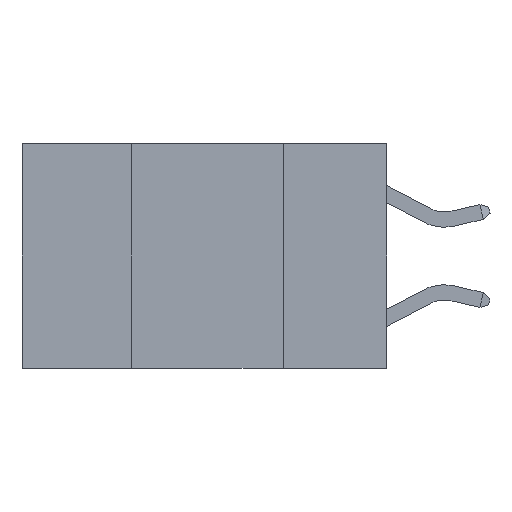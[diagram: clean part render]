
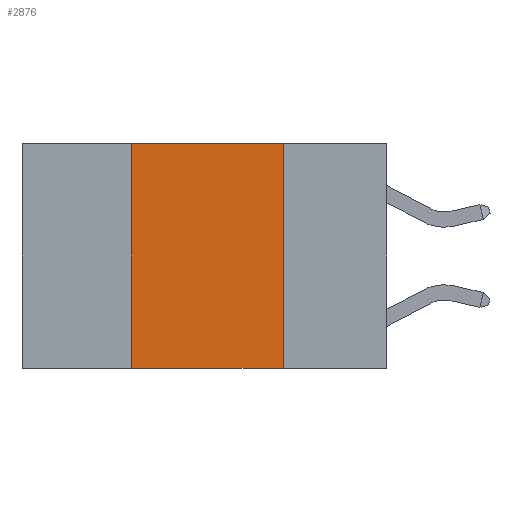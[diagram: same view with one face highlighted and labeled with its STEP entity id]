
A CAD part, left-side view. The second image highlights one B-rep face of the part: STEP entity #2876.
In plain terms, the highlighted planar face has unit normal (-1, 0, 0).
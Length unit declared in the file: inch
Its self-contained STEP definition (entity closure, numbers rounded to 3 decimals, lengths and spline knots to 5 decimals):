
#561 = DIRECTION ( 'NONE',  ( 1., 0., 0. ) ) ;
#732 = DIRECTION ( 'NONE',  ( 0., 0., -1. ) ) ;
#1673 = LINE ( 'NONE', #9217, #10996 ) ;
#2114 = CARTESIAN_POINT ( 'NONE',  ( 0., 0.42, 0. ) ) ;
#2210 = VECTOR ( 'NONE', #14578, 39.37008 ) ;
#2876 = ADVANCED_FACE ( 'NONE', ( #8353 ), #14812, .F. ) ;
#3342 = DIRECTION ( 'NONE',  ( 0., 0., 1. ) ) ;
#3565 = EDGE_CURVE ( 'NONE', #12694, #6230, #12171, .T. ) ;
#3579 = CARTESIAN_POINT ( 'NONE',  ( 0., 0.42, -0.37 ) ) ;
#3615 = EDGE_CURVE ( 'NONE', #9950, #6230, #7429, .T. ) ;
#3647 = EDGE_CURVE ( 'NONE', #12694, #13913, #12346, .T. ) ;
#4042 = VECTOR ( 'NONE', #732, 39.37008 ) ;
#5732 = CARTESIAN_POINT ( 'NONE',  ( 0., 0.6, 0. ) ) ;
#5782 = CARTESIAN_POINT ( 'NONE',  ( 0., 0.17, -0.37 ) ) ;
#6230 = VERTEX_POINT ( 'NONE', #5782 ) ;
#6295 = VECTOR ( 'NONE', #3342, 39.37008 ) ;
#7429 = LINE ( 'NONE', #8287, #4042 ) ;
#8287 = CARTESIAN_POINT ( 'NONE',  ( 0., 0.17, 0. ) ) ;
#8353 = FACE_OUTER_BOUND ( 'NONE', #13928, .T. ) ;
#8499 = EDGE_CURVE ( 'NONE', #13913, #9950, #1673, .T. ) ;
#9217 = CARTESIAN_POINT ( 'NONE',  ( 0., 0.6, 0. ) ) ;
#9256 = DIRECTION ( 'NONE',  ( 0., 0., -1. ) ) ;
#9950 = VERTEX_POINT ( 'NONE', #11703 ) ;
#10332 = DIRECTION ( 'NONE',  ( 0., -1., 0. ) ) ;
#10996 = VECTOR ( 'NONE', #10332, 39.37008 ) ;
#11703 = CARTESIAN_POINT ( 'NONE',  ( 0., 0.17, 0. ) ) ;
#11860 = ORIENTED_EDGE ( 'NONE', *, *, #3615, .F. ) ;
#11925 = ORIENTED_EDGE ( 'NONE', *, *, #8499, .F. ) ;
#11975 = ORIENTED_EDGE ( 'NONE', *, *, #3647, .F. ) ;
#11997 = ORIENTED_EDGE ( 'NONE', *, *, #3565, .T. ) ;
#12038 = AXIS2_PLACEMENT_3D ( 'NONE', #5732, #561, #9256 ) ;
#12171 = LINE ( 'NONE', #13468, #2210 ) ;
#12346 = LINE ( 'NONE', #2114, #6295 ) ;
#12694 = VERTEX_POINT ( 'NONE', #3579 ) ;
#13468 = CARTESIAN_POINT ( 'NONE',  ( 0., 0.6, -0.37 ) ) ;
#13913 = VERTEX_POINT ( 'NONE', #13936 ) ;
#13928 = EDGE_LOOP ( 'NONE', ( #11860, #11925, #11975, #11997 ) ) ;
#13936 = CARTESIAN_POINT ( 'NONE',  ( 0., 0.42, 0. ) ) ;
#14578 = DIRECTION ( 'NONE',  ( 0., -1., 0. ) ) ;
#14812 = PLANE ( 'NONE',  #12038 ) ;
